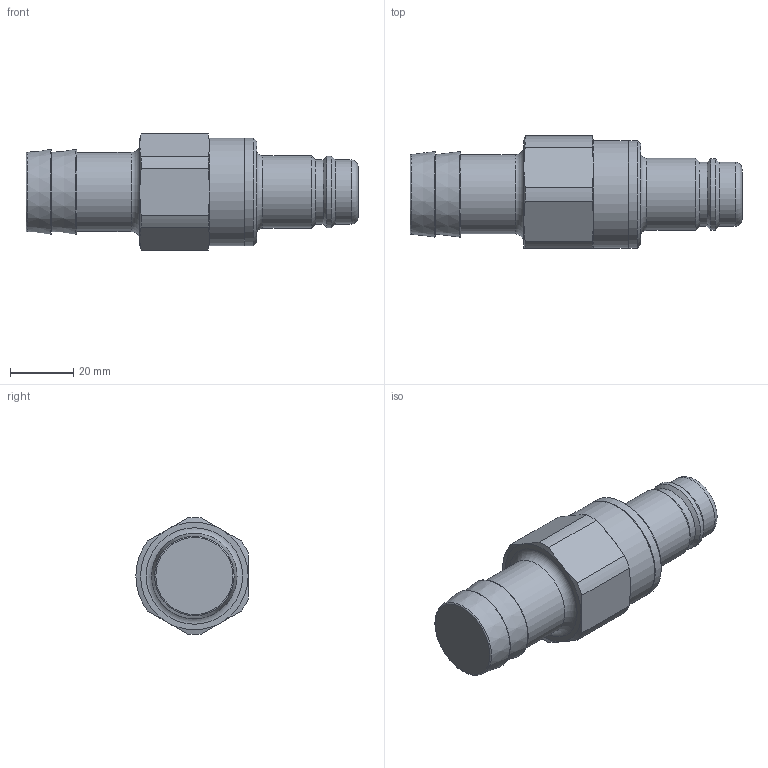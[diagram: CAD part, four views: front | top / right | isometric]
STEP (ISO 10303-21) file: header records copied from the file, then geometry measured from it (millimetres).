
FILE_DESCRIPTION((''),'2;1');
FILE_NAME('38sbtf25mpn.stp','2013-09-19T13:37:24',('IA176480'),(''),'Autodesk Inventor 2013','Autodesk Inventor 2013','');
FILE_SCHEMA(('AUTOMOTIVE_DESIGN { 1 0 10303 214 1 1 1 1 }'));
Length unit declared in the file: millimetre
Products named in the file (1): D107817
Bounding box: 105 x 35.5 x 36.97 mm (x, y, z)
Volume: 66084.8 mm3; surface area: 11457.6 mm2
Topology: 1 solids, 2 shells, 53 faces, 160 edges, 115 vertices
Faces by surface type: cone 18, cylinder 15, plane 13, torus 7
Full cylindrical faces by diameter (mm): 12 x1, 20.3 x2, 22.6 x1, 22.85 x1, 25 x1, 28.5 x1, 28.95 x1, 34 x2
Entity records: 1808 total; most frequent: CARTESIAN_POINT 336, DIRECTION 320, ORIENTED_EDGE 262, AXIS2_PLACEMENT_3D 155, EDGE_CURVE 131, VERTEX_POINT 111, CIRCLE 101, EDGE_LOOP 84
